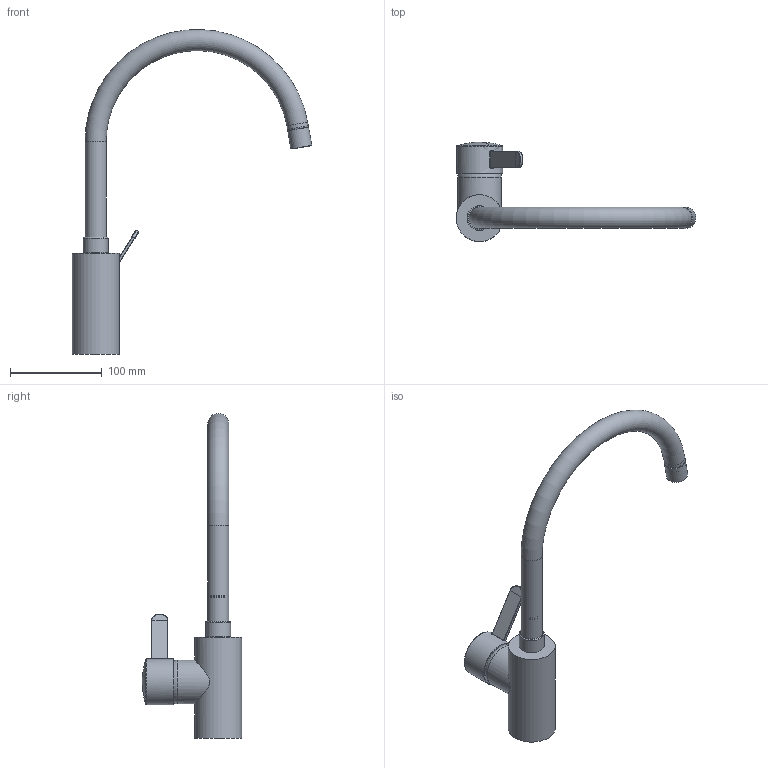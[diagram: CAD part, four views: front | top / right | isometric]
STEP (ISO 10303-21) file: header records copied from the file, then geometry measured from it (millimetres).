
FILE_DESCRIPTION(/* description */ ('Unknown'),/* implementation_level */ '2;1');
FILE_NAME(/* name */ '32843002',/* time_stamp */ '2022-08-26T13:28:28+02:00',/* author */ ('Unknown'),/* organization */ ('GROHE AG'),/* preprocessor_version */ 'ST-DEVELOPER v16.7',/* originating_system */ 'DEX',/* authorisation */ $);
FILE_SCHEMA (('AUTOMOTIVE_DESIGN {1 0 10303 214 3 1 1}'));
Length unit declared in the file: millimetre
Products named in the file (7): 32843002; face1; 32843002_0; 32843002_1; 32843002_2; 32843002_3
Assembly tree (6 placements, depth 2):
  32843002
    face1
    32843002
    32843002_0
    32843002_1
    32843002_2
    32843002_3
Bounding box: 260.65 x 108.05 x 353.45 mm (x, y, z)
Volume: 543914.7 mm3; surface area: 84418 mm2
Topology: 6 solids, 7 shells, 622 faces, 1842 edges, 1177 vertices
Faces by surface type: plane 493, cylinder 81, bspline 28, cone 13, torus 7
Full cylindrical faces by diameter (mm): 1.039 x1, 1.5 x1, 2.4 x1, 4.3 x1, 5.5 x1, 10.5 x1, 11.489 x1, 12.5 x2, 13 x1, 13.905 x1, 14 x1, 17 x1, 17.773 x1, 18 x2, 18.1 x1, 18.911 x1, 20 x1, 20.05 x1, 20.5 x1, 20.95 x1, 21 x1, 21.5 x2, 22 x1, 23 x3, 23.15 x1, 27 x1, 47.5 x1, 51 x1
Entity records: 22638 total; most frequent: CARTESIAN_POINT 5941, ORIENTED_EDGE 3538, DIRECTION 3359, EDGE_CURVE 1769, VERTEX_POINT 1159, AXIS2_PLACEMENT_3D 1149, LINE 1061, VECTOR 1061
